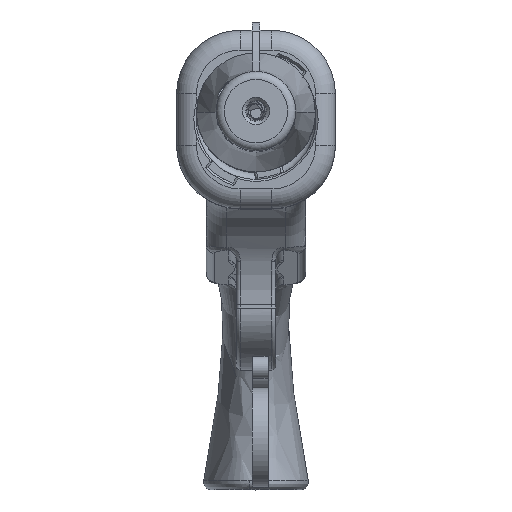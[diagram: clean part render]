
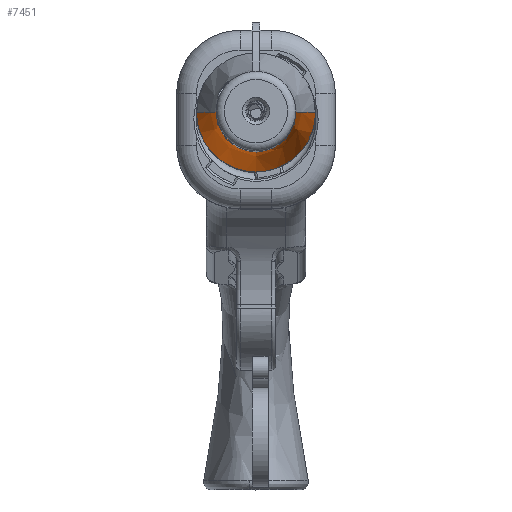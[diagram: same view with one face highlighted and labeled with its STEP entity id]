
A CAD part, top view. The second image highlights one B-rep face of the part: STEP entity #7451.
In plain terms, the highlighted free-form (B-spline) face has degree [2, 3] with [3, 4] control points.
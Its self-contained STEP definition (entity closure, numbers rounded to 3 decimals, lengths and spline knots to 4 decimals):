
#437=(
BOUNDED_SURFACE()
B_SPLINE_SURFACE(2,3,((#12814,#12815,#12816,#12817),(#12818,#12819,#12820,
#12821),(#12822,#12823,#12824,#12825)),.UNSPECIFIED.,.F.,.F.,.F.)
B_SPLINE_SURFACE_WITH_KNOTS((3,3),(4,4),(0.,0.5794),(0.,1.),
 .UNSPECIFIED.)
GEOMETRIC_REPRESENTATION_ITEM()
RATIONAL_B_SPLINE_SURFACE(((1.,0.333,0.333,1.),
(1.,0.333,0.333,1.),(1.,0.333,0.333,
1.)))
REPRESENTATION_ITEM('')
SURFACE()
);
#511=FACE_OUTER_BOUND('',#980,.T.);
#980=EDGE_LOOP('',(#5172,#5173,#5174,#5175));
#1480=CIRCLE('',#8026,0.5);
#1512=CIRCLE('',#8074,0.75);
#1816=B_SPLINE_CURVE_WITH_KNOTS('',2,(#10748,#10749,#10750),
 .UNSPECIFIED.,.F.,.F.,(3,3),(0.,0.5794),.UNSPECIFIED.);
#1817=B_SPLINE_CURVE_WITH_KNOTS('',2,(#10753,#10754,#10755),
 .UNSPECIFIED.,.F.,.F.,(3,3),(0.,0.5794),.UNSPECIFIED.);
#3061=VERTEX_POINT('',#10744);
#3062=VERTEX_POINT('',#10745);
#3063=VERTEX_POINT('',#10747);
#3064=VERTEX_POINT('',#10751);
#3808=EDGE_CURVE('',#3061,#3063,#1816,.T.);
#3810=EDGE_CURVE('',#3062,#3064,#1817,.T.);
#3834=EDGE_CURVE('',#3064,#3063,#1480,.T.);
#3967=EDGE_CURVE('',#3062,#3061,#1512,.T.);
#5172=ORIENTED_EDGE('',*,*,#3808,.F.);
#5173=ORIENTED_EDGE('',*,*,#3967,.F.);
#5174=ORIENTED_EDGE('',*,*,#3810,.T.);
#5175=ORIENTED_EDGE('',*,*,#3834,.T.);
#7451=ADVANCED_FACE('',(#511),#437,.T.);
#8026=AXIS2_PLACEMENT_3D('',#10804,#8801,#8802);
#8074=AXIS2_PLACEMENT_3D('',#12762,#8924,#8925);
#8801=DIRECTION('center_axis',(0.,-1.,0.));
#8802=DIRECTION('ref_axis',(0.,0.,-1.));
#8924=DIRECTION('center_axis',(0.,-1.,0.));
#8925=DIRECTION('ref_axis',(0.,0.,-1.));
#10744=CARTESIAN_POINT('',(0.,3.,0.75));
#10745=CARTESIAN_POINT('',(0.,3.,-0.75));
#10747=CARTESIAN_POINT('',(0.,5.,0.5));
#10748=CARTESIAN_POINT('Ctrl Pts',(0.,3.,0.75));
#10749=CARTESIAN_POINT('Ctrl Pts',(0.,3.9678,
0.4936));
#10750=CARTESIAN_POINT('Ctrl Pts',(0.,5.,0.5));
#10751=CARTESIAN_POINT('',(0.,5.,-0.5));
#10753=CARTESIAN_POINT('Ctrl Pts',(0.,3.,-0.75));
#10754=CARTESIAN_POINT('Ctrl Pts',(0.,3.9678,-0.4936));
#10755=CARTESIAN_POINT('Ctrl Pts',(0.,5.,-0.5));
#10804=CARTESIAN_POINT('Origin',(0.,5.,0.));
#12762=CARTESIAN_POINT('Origin',(0.,3.,0.));
#12814=CARTESIAN_POINT('Ctrl Pts',(0.,3.,-0.75));
#12815=CARTESIAN_POINT('Ctrl Pts',(1.5,3.,-0.75));
#12816=CARTESIAN_POINT('Ctrl Pts',(1.5,3.,0.75));
#12817=CARTESIAN_POINT('Ctrl Pts',(0.,3.,0.75));
#12818=CARTESIAN_POINT('Ctrl Pts',(0.,3.9678,-0.4936));
#12819=CARTESIAN_POINT('Ctrl Pts',(0.9872,3.9678,-0.4936));
#12820=CARTESIAN_POINT('Ctrl Pts',(0.9872,3.9678,0.4936));
#12821=CARTESIAN_POINT('Ctrl Pts',(0.,3.9678,
0.4936));
#12822=CARTESIAN_POINT('Ctrl Pts',(0.,5.,-0.5));
#12823=CARTESIAN_POINT('Ctrl Pts',(1.,5.,-0.5));
#12824=CARTESIAN_POINT('Ctrl Pts',(1.,5.,0.5));
#12825=CARTESIAN_POINT('Ctrl Pts',(0.,5.,0.5));
